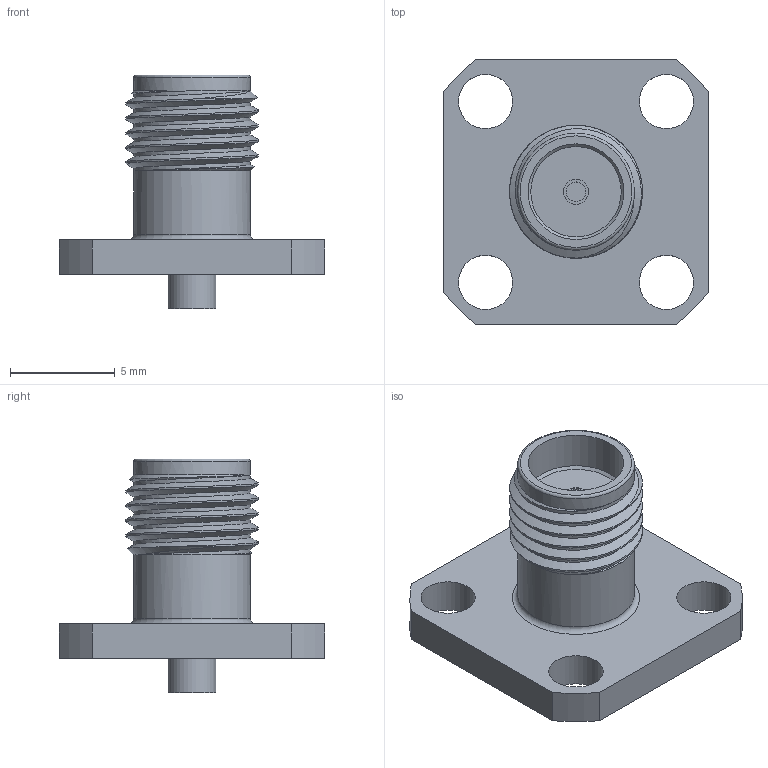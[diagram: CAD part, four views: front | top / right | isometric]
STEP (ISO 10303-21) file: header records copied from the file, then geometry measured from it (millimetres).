
FILE_DESCRIPTION (( 'STEP AP203' ), '1' );
FILE_NAME ('PE4548_3D.step', '2022-07-11T20:49:11', ( '' ), ( '' ), 'SwSTEP 2.0', 'SolidWorks 2021', '' );
FILE_SCHEMA (( 'CONFIG_CONTROL_DESIGN' ));
Length unit declared in the file: inch
Products named in the file (1): PE4548_3D
Bounding box: 12.7 x 12.7 x 11.18 mm (x, y, z)
Volume: 397.6 mm3; surface area: 642.5 mm2
Topology: 1 solids, 1 shells, 41 faces, 88 edges, 57 vertices
Faces by surface type: cylinder 18, plane 14, cone 4, bspline 3, torus 2
Full cylindrical faces by diameter (mm): 0.94 x1, 1.016 x1, 1.194 x2, 1.524 x1, 2.286 x1, 2.591 x4, 4.572 x1, 5.582 x2
Entity records: 2824 total; most frequent: CARTESIAN_POINT 1932, DIRECTION 170, ORIENTED_EDGE 134, AXIS2_PLACEMENT_3D 77, EDGE_LOOP 74, EDGE_CURVE 67, FACE_OUTER_BOUND 56, VERTEX_POINT 53
